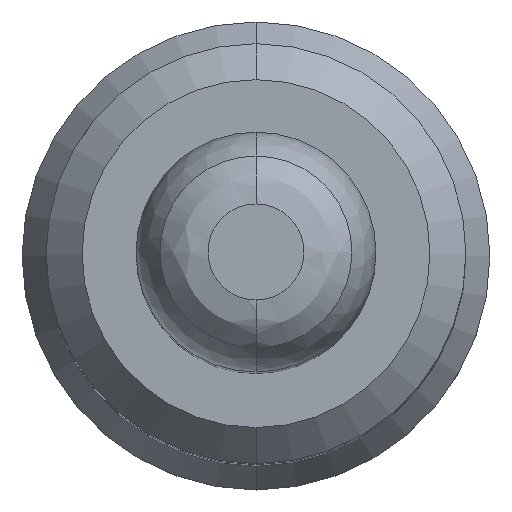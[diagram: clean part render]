
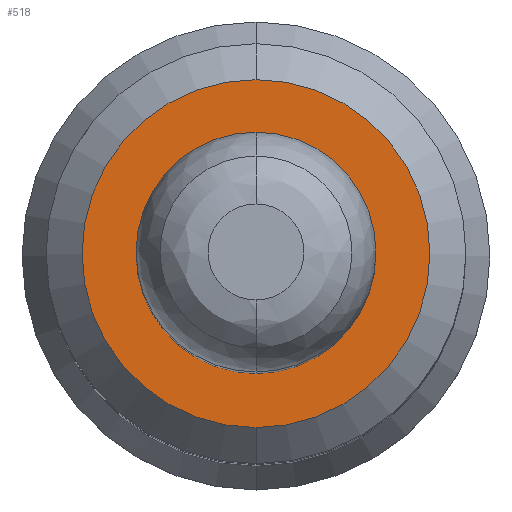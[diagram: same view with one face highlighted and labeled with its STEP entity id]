
A CAD part, top view. The second image highlights one B-rep face of the part: STEP entity #518.
In plain terms, the highlighted planar face has unit normal (0, 0, 1).
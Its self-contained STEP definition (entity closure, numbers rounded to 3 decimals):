
#37=CARTESIAN_POINT('',(0.,0.,3.2));
#38=DIRECTION('',(0.,0.,1.));
#39=DIRECTION('',(0.,-1.,0.));
#40=AXIS2_PLACEMENT_3D('',#37,#38,#39);
#42=CARTESIAN_POINT('',(0.,0.,3.2));
#43=DIRECTION('',(0.,0.,1.));
#44=DIRECTION('',(0.,1.,0.));
#45=AXIS2_PLACEMENT_3D('',#42,#43,#44);
#325=CARTESIAN_POINT('',(0.,0.,3.2));
#326=DIRECTION('',(0.,0.,1.));
#327=DIRECTION('',(0.,1.,0.));
#328=AXIS2_PLACEMENT_3D('',#325,#326,#327);
#334=CARTESIAN_POINT('',(0.,0.,3.2));
#335=DIRECTION('',(0.,0.,-1.));
#336=DIRECTION('',(0.,1.,0.));
#337=AXIS2_PLACEMENT_3D('',#334,#335,#336);
#393=CARTESIAN_POINT('',(0.,1.,3.2));
#395=VERTEX_POINT('',#393);
#397=CARTESIAN_POINT('',(0.,-1.,3.2));
#399=VERTEX_POINT('',#397);
#463=CARTESIAN_POINT('',(0.,-1.45,3.2));
#464=CARTESIAN_POINT('',(0.,1.45,3.2));
#465=VERTEX_POINT('',#463);
#466=VERTEX_POINT('',#464);
#502=CARTESIAN_POINT('',(0.,0.,3.2));
#503=DIRECTION('',(0.,0.,1.));
#504=DIRECTION('',(0.,1.,0.));
#505=AXIS2_PLACEMENT_3D('',#502,#503,#504);
#506=PLANE('',#505);
#508=ORIENTED_EDGE('',*,*,#507,.F.);
#509=ORIENTED_EDGE('',*,*,#492,.F.);
#510=EDGE_LOOP('',(#508,#509));
#511=FACE_OUTER_BOUND('',#510,.F.);
#513=ORIENTED_EDGE('',*,*,#512,.T.);
#515=ORIENTED_EDGE('',*,*,#514,.F.);
#516=EDGE_LOOP('',(#513,#515));
#517=FACE_BOUND('',#516,.F.);
#41=CIRCLE('',#40,1.45);
#46=CIRCLE('',#45,1.45);
#329=CIRCLE('',#328,1.);
#338=CIRCLE('',#337,1.);
#492=EDGE_CURVE('',#466,#465,#46,.T.);
#507=EDGE_CURVE('',#465,#466,#41,.T.);
#512=EDGE_CURVE('',#395,#399,#329,.T.);
#514=EDGE_CURVE('',#395,#399,#338,.T.);
#518=ADVANCED_FACE('',(#511,#517),#506,.T.);
